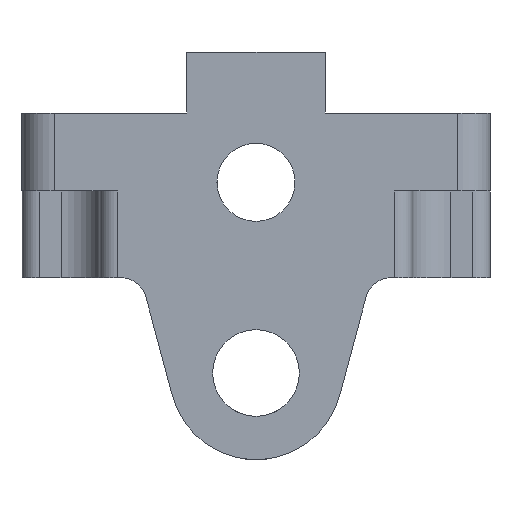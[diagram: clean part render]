
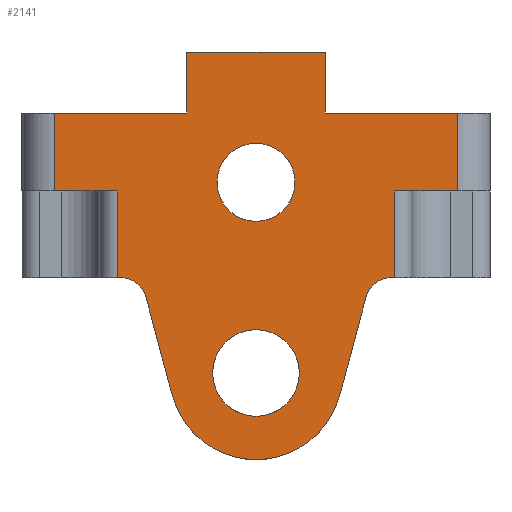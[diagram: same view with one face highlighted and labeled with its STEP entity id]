
A CAD part, left-side view. The second image highlights one B-rep face of the part: STEP entity #2141.
In plain terms, the highlighted planar face has unit normal (-1, 0, 0).
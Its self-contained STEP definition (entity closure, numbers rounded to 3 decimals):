
#2=CARTESIAN_POINT('',(0.,-6.,-13.));
#3=DIRECTION('',(1.,0.,0.));
#4=DIRECTION('',(0.,1.,0.));
#5=AXIS2_PLACEMENT_3D('',#2,#3,#4);
#7=CARTESIAN_POINT('',(0.,-6.,-13.));
#8=DIRECTION('',(1.,0.,0.));
#9=DIRECTION('',(0.,-1.,0.));
#10=AXIS2_PLACEMENT_3D('',#7,#8,#9);
#12=CARTESIAN_POINT('',(0.,-6.,9.));
#13=DIRECTION('',(1.,0.,0.));
#14=DIRECTION('',(0.,-1.,0.));
#15=AXIS2_PLACEMENT_3D('',#12,#13,#14);
#17=CARTESIAN_POINT('',(0.,-6.,9.));
#18=DIRECTION('',(1.,0.,0.));
#19=DIRECTION('',(0.,1.,0.));
#20=AXIS2_PLACEMENT_3D('',#17,#18,#19);
#22=DIRECTION('',(0.,0.,-1.));
#23=VECTOR('',#22,9.);
#24=CARTESIAN_POINT('',(0.,-29.25,17.));
#25=LINE('',#24,#23);
#26=DIRECTION('',(0.,0.,1.));
#27=VECTOR('',#26,10.);
#28=CARTESIAN_POINT('',(0.,-22.,-2.));
#29=LINE('',#28,#27);
#30=DIRECTION('',(0.,1.,0.));
#31=VECTOR('',#30,0.398);
#32=CARTESIAN_POINT('',(0.,-22.,-2.));
#33=LINE('',#32,#31);
#34=DIRECTION('',(0.,-0.259,0.966));
#35=VECTOR('',#34,11.766);
#36=CARTESIAN_POINT('',(0.,-15.659,-15.588));
#37=LINE('',#36,#35);
#38=CARTESIAN_POINT('',(0.,-6.,-13.));
#39=DIRECTION('',(1.,0.,0.));
#40=DIRECTION('',(0.,-0.966,-0.259));
#41=AXIS2_PLACEMENT_3D('',#38,#39,#40);
#43=DIRECTION('',(0.,-0.259,-0.966));
#44=VECTOR('',#43,11.766);
#45=CARTESIAN_POINT('',(0.,6.704,-4.224));
#46=LINE('',#45,#44);
#47=DIRECTION('',(0.,-1.,0.));
#48=VECTOR('',#47,0.398);
#49=CARTESIAN_POINT('',(0.,10.,-2.));
#50=LINE('',#49,#48);
#51=DIRECTION('',(0.,0.,-1.));
#52=VECTOR('',#51,10.);
#53=CARTESIAN_POINT('',(0.,10.,8.));
#54=LINE('',#53,#52);
#55=DIRECTION('',(0.,0.,1.));
#56=VECTOR('',#55,9.);
#57=CARTESIAN_POINT('',(0.,17.25,8.));
#58=LINE('',#57,#56);
#59=DIRECTION('',(0.,0.,1.));
#60=VECTOR('',#59,7.);
#61=CARTESIAN_POINT('',(0.,2.,17.));
#62=LINE('',#61,#60);
#63=DIRECTION('',(0.,-1.,0.));
#64=VECTOR('',#63,16.);
#65=CARTESIAN_POINT('',(0.,2.,24.));
#66=LINE('',#65,#64);
#67=DIRECTION('',(0.,0.,-1.));
#68=VECTOR('',#67,7.);
#69=CARTESIAN_POINT('',(0.,-14.,24.));
#70=LINE('',#69,#68);
#413=CARTESIAN_POINT('',(0.,-21.602,-5.));
#414=DIRECTION('',(1.,0.,0.));
#415=DIRECTION('',(0.,0.966,0.259));
#416=AXIS2_PLACEMENT_3D('',#413,#414,#415);
#746=DIRECTION('',(0.,1.,0.));
#747=VECTOR('',#746,15.25);
#748=CARTESIAN_POINT('',(0.,2.,17.));
#749=LINE('',#748,#747);
#769=DIRECTION('',(0.,1.,0.));
#770=VECTOR('',#769,15.25);
#771=CARTESIAN_POINT('',(0.,-29.25,17.));
#772=LINE('',#771,#770);
#883=DIRECTION('',(0.,-1.,0.));
#884=VECTOR('',#883,7.25);
#885=CARTESIAN_POINT('',(0.,-22.,8.));
#886=LINE('',#885,#884);
#892=DIRECTION('',(0.,-1.,0.));
#893=VECTOR('',#892,7.25);
#894=CARTESIAN_POINT('',(0.,17.25,8.));
#895=LINE('',#894,#893);
#1311=CARTESIAN_POINT('',(0.,9.602,-5.));
#1312=DIRECTION('',(1.,0.,0.));
#1313=DIRECTION('',(0.,0.,1.));
#1314=AXIS2_PLACEMENT_3D('',#1311,#1312,#1313);
#1644=CARTESIAN_POINT('',(0.,-1.,-13.));
#1645=CARTESIAN_POINT('',(0.,-11.,-13.));
#1646=VERTEX_POINT('',#1644);
#1647=VERTEX_POINT('',#1645);
#1712=CARTESIAN_POINT('',(0.,2.,24.));
#1713=CARTESIAN_POINT('',(0.,-14.,24.));
#1714=VERTEX_POINT('',#1712);
#1715=VERTEX_POINT('',#1713);
#1716=CARTESIAN_POINT('',(0.,2.,17.));
#1718=VERTEX_POINT('',#1716);
#1720=CARTESIAN_POINT('',(0.,-14.,17.));
#1722=VERTEX_POINT('',#1720);
#1732=CARTESIAN_POINT('',(0.,-10.5,9.));
#1733=CARTESIAN_POINT('',(0.,-1.5,9.));
#1734=VERTEX_POINT('',#1732);
#1735=VERTEX_POINT('',#1733);
#1768=CARTESIAN_POINT('',(0.,-22.,-2.));
#1769=VERTEX_POINT('',#1768);
#1770=CARTESIAN_POINT('',(0.,-22.,8.));
#1771=VERTEX_POINT('',#1770);
#1796=CARTESIAN_POINT('',(0.,10.,-2.));
#1798=VERTEX_POINT('',#1796);
#1802=CARTESIAN_POINT('',(0.,10.,8.));
#1803=VERTEX_POINT('',#1802);
#1809=CARTESIAN_POINT('',(0.,-21.602,-2.));
#1811=VERTEX_POINT('',#1809);
#1813=CARTESIAN_POINT('',(0.,-18.704,-4.224));
#1815=VERTEX_POINT('',#1813);
#1833=CARTESIAN_POINT('',(0.,6.704,-4.224));
#1835=VERTEX_POINT('',#1833);
#1837=CARTESIAN_POINT('',(0.,9.602,-2.));
#1839=VERTEX_POINT('',#1837);
#1840=CARTESIAN_POINT('',(0.,3.659,-15.588));
#1841=VERTEX_POINT('',#1840);
#1842=CARTESIAN_POINT('',(0.,-15.659,-15.588));
#1843=VERTEX_POINT('',#1842);
#1917=CARTESIAN_POINT('',(0.,-29.25,8.));
#1919=VERTEX_POINT('',#1917);
#1920=CARTESIAN_POINT('',(0.,-29.25,17.));
#1921=VERTEX_POINT('',#1920);
#1925=CARTESIAN_POINT('',(0.,17.25,17.));
#1927=VERTEX_POINT('',#1925);
#1928=CARTESIAN_POINT('',(0.,17.25,8.));
#1929=VERTEX_POINT('',#1928);
#2086=CARTESIAN_POINT('',(0.,0.,0.));
#2087=DIRECTION('',(1.,0.,0.));
#2088=DIRECTION('',(0.,-1.,0.));
#2089=AXIS2_PLACEMENT_3D('',#2086,#2087,#2088);
#2090=PLANE('',#2089);
#2092=ORIENTED_EDGE('',*,*,#2091,.T.);
#2094=ORIENTED_EDGE('',*,*,#2093,.F.);
#2096=ORIENTED_EDGE('',*,*,#2095,.F.);
#2098=ORIENTED_EDGE('',*,*,#2097,.T.);
#2100=ORIENTED_EDGE('',*,*,#2099,.F.);
#2102=ORIENTED_EDGE('',*,*,#2101,.F.);
#2104=ORIENTED_EDGE('',*,*,#2103,.T.);
#2106=ORIENTED_EDGE('',*,*,#2105,.F.);
#2108=ORIENTED_EDGE('',*,*,#2107,.F.);
#2110=ORIENTED_EDGE('',*,*,#2109,.F.);
#2112=ORIENTED_EDGE('',*,*,#2111,.F.);
#2114=ORIENTED_EDGE('',*,*,#2113,.F.);
#2116=ORIENTED_EDGE('',*,*,#2115,.T.);
#2118=ORIENTED_EDGE('',*,*,#2117,.F.);
#2120=ORIENTED_EDGE('',*,*,#2119,.T.);
#2122=ORIENTED_EDGE('',*,*,#2121,.T.);
#2124=ORIENTED_EDGE('',*,*,#2123,.T.);
#2126=ORIENTED_EDGE('',*,*,#2125,.F.);
#2127=EDGE_LOOP('',(#2092,#2094,#2096,#2098,#2100,#2102,#2104,#2106,#2108,#2110,
#2112,#2114,#2116,#2118,#2120,#2122,#2124,#2126));
#2128=FACE_OUTER_BOUND('',#2127,.F.);
#2130=ORIENTED_EDGE('',*,*,#2129,.F.);
#2132=ORIENTED_EDGE('',*,*,#2131,.F.);
#2133=EDGE_LOOP('',(#2130,#2132));
#2134=FACE_BOUND('',#2133,.F.);
#2136=ORIENTED_EDGE('',*,*,#2135,.F.);
#2138=ORIENTED_EDGE('',*,*,#2137,.F.);
#2139=EDGE_LOOP('',(#2136,#2138));
#2140=FACE_BOUND('',#2139,.F.);
#2141=ADVANCED_FACE('',(#2128,#2134,#2140),#2090,.F.);
#6=CIRCLE('',#5,5.);
#11=CIRCLE('',#10,5.);
#16=CIRCLE('',#15,4.5);
#21=CIRCLE('',#20,4.5);
#42=CIRCLE('',#41,10.);
#417=CIRCLE('',#416,3.);
#1315=CIRCLE('',#1314,3.);
#2091=EDGE_CURVE('',#1921,#1919,#25,.T.);
#2093=EDGE_CURVE('',#1771,#1919,#886,.T.);
#2095=EDGE_CURVE('',#1769,#1771,#29,.T.);
#2097=EDGE_CURVE('',#1769,#1811,#33,.T.);
#2099=EDGE_CURVE('',#1815,#1811,#417,.T.);
#2101=EDGE_CURVE('',#1843,#1815,#37,.T.);
#2103=EDGE_CURVE('',#1843,#1841,#42,.T.);
#2105=EDGE_CURVE('',#1835,#1841,#46,.T.);
#2107=EDGE_CURVE('',#1839,#1835,#1315,.T.);
#2109=EDGE_CURVE('',#1798,#1839,#50,.T.);
#2111=EDGE_CURVE('',#1803,#1798,#54,.T.);
#2113=EDGE_CURVE('',#1929,#1803,#895,.T.);
#2115=EDGE_CURVE('',#1929,#1927,#58,.T.);
#2117=EDGE_CURVE('',#1718,#1927,#749,.T.);
#2119=EDGE_CURVE('',#1718,#1714,#62,.T.);
#2121=EDGE_CURVE('',#1714,#1715,#66,.T.);
#2123=EDGE_CURVE('',#1715,#1722,#70,.T.);
#2125=EDGE_CURVE('',#1921,#1722,#772,.T.);
#2129=EDGE_CURVE('',#1734,#1735,#16,.T.);
#2131=EDGE_CURVE('',#1735,#1734,#21,.T.);
#2135=EDGE_CURVE('',#1646,#1647,#6,.T.);
#2137=EDGE_CURVE('',#1647,#1646,#11,.T.);
